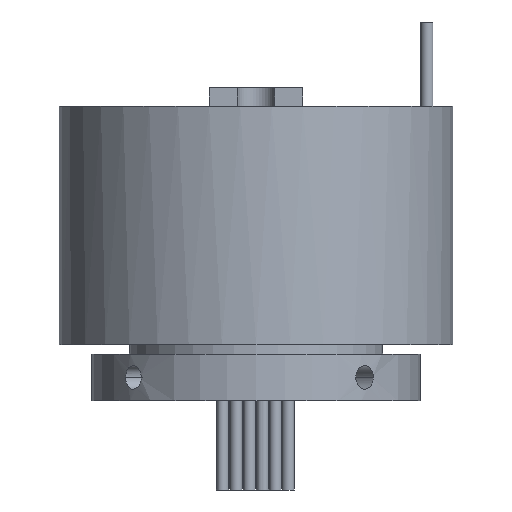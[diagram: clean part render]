
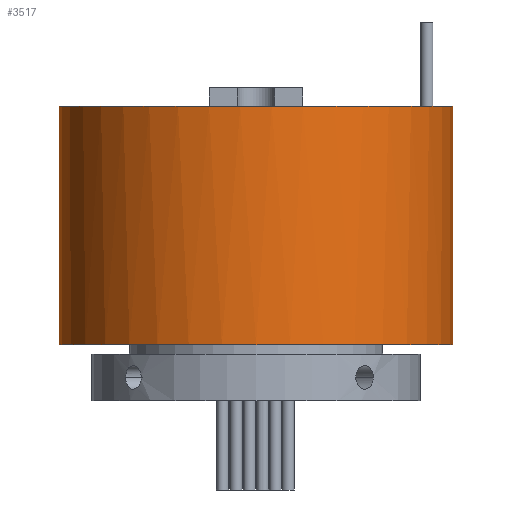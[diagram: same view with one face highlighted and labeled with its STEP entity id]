
A CAD part, front view. The second image highlights one B-rep face of the part: STEP entity #3517.
In plain terms, the highlighted cylindrical face has radius 21 mm (diameter 42 mm), a partial arc.
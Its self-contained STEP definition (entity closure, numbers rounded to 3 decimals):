
#48 = CIRCLE ( 'NONE', #1669, 21. ) ;
#58 = CIRCLE ( 'NONE', #2061, 21. ) ;
#232 = DIRECTION ( 'NONE',  ( 0., 0., 1. ) ) ;
#284 = CARTESIAN_POINT ( 'NONE',  ( 21., 0., 31.4 ) ) ;
#330 = ORIENTED_EDGE ( 'NONE', *, *, #2812, .F. ) ;
#362 = CYLINDRICAL_SURFACE ( 'NONE', #713, 21. ) ;
#368 = VECTOR ( 'NONE', #3438, 1000. ) ;
#417 = ORIENTED_EDGE ( 'NONE', *, *, #2798, .F. ) ;
#617 = VERTEX_POINT ( 'NONE', #3636 ) ;
#680 = CARTESIAN_POINT ( 'NONE',  ( 0., 0., 6. ) ) ;
#713 = AXIS2_PLACEMENT_3D ( 'NONE', #2813, #3100, #1893 ) ;
#718 = DIRECTION ( 'NONE',  ( 0., 0., 1. ) ) ;
#865 = LINE ( 'NONE', #284, #1374 ) ;
#884 = CARTESIAN_POINT ( 'NONE',  ( -5., -20.396, 31.4 ) ) ;
#922 = EDGE_LOOP ( 'NONE', ( #2589, #330, #2695, #417, #1194, #3546 ) ) ;
#962 = VERTEX_POINT ( 'NONE', #1340 ) ;
#963 = DIRECTION ( 'NONE',  ( 1., 0., 0. ) ) ;
#1194 = ORIENTED_EDGE ( 'NONE', *, *, #2347, .T. ) ;
#1218 = CARTESIAN_POINT ( 'NONE',  ( 21., 0., 6. ) ) ;
#1340 = CARTESIAN_POINT ( 'NONE',  ( -21., 0., 6. ) ) ;
#1358 = CARTESIAN_POINT ( 'NONE',  ( -21., 0., 31.4 ) ) ;
#1374 = VECTOR ( 'NONE', #1729, 1000. ) ;
#1376 = CARTESIAN_POINT ( 'NONE',  ( -21., 0., 31.4 ) ) ;
#1386 = VERTEX_POINT ( 'NONE', #1358 ) ;
#1405 = EDGE_CURVE ( 'NONE', #962, #1881, #58, .T. ) ;
#1654 = VERTEX_POINT ( 'NONE', #2674 ) ;
#1669 = AXIS2_PLACEMENT_3D ( 'NONE', #2479, #718, #2782 ) ;
#1690 = DIRECTION ( 'NONE',  ( 0., 0., 1. ) ) ;
#1729 = DIRECTION ( 'NONE',  ( 0., 0., -1. ) ) ;
#1779 = VERTEX_POINT ( 'NONE', #884 ) ;
#1881 = VERTEX_POINT ( 'NONE', #1218 ) ;
#1893 = DIRECTION ( 'NONE',  ( -1., 0., 0. ) ) ;
#1955 = CARTESIAN_POINT ( 'NONE',  ( 0., 0., 31.4 ) ) ;
#1986 = FACE_OUTER_BOUND ( 'NONE', #922, .T. ) ;
#2061 = AXIS2_PLACEMENT_3D ( 'NONE', #680, #2753, #963 ) ;
#2274 = DIRECTION ( 'NONE',  ( 1., 0., 0. ) ) ;
#2345 = CIRCLE ( 'NONE', #3656, 21. ) ;
#2347 = EDGE_CURVE ( 'NONE', #1386, #962, #2639, .T. ) ;
#2454 = EDGE_CURVE ( 'NONE', #1654, #1881, #865, .T. ) ;
#2479 = CARTESIAN_POINT ( 'NONE',  ( 0., 0., 31.4 ) ) ;
#2589 = ORIENTED_EDGE ( 'NONE', *, *, #2454, .F. ) ;
#2639 = LINE ( 'NONE', #1376, #368 ) ;
#2674 = CARTESIAN_POINT ( 'NONE',  ( 21., 0., 31.4 ) ) ;
#2695 = ORIENTED_EDGE ( 'NONE', *, *, #3432, .F. ) ;
#2753 = DIRECTION ( 'NONE',  ( 0., 0., 1. ) ) ;
#2782 = DIRECTION ( 'NONE',  ( 1., 0., 0. ) ) ;
#2798 = EDGE_CURVE ( 'NONE', #1386, #1779, #2345, .T. ) ;
#2812 = EDGE_CURVE ( 'NONE', #617, #1654, #3711, .T. ) ;
#2813 = CARTESIAN_POINT ( 'NONE',  ( 0., 0., 31.4 ) ) ;
#3100 = DIRECTION ( 'NONE',  ( 0., 0., -1. ) ) ;
#3432 = EDGE_CURVE ( 'NONE', #1779, #617, #48, .T. ) ;
#3438 = DIRECTION ( 'NONE',  ( 0., 0., -1. ) ) ;
#3459 = CARTESIAN_POINT ( 'NONE',  ( 0., 0., 31.4 ) ) ;
#3517 = ADVANCED_FACE ( 'NONE', ( #1986 ), #362, .T. ) ;
#3546 = ORIENTED_EDGE ( 'NONE', *, *, #1405, .T. ) ;
#3592 = AXIS2_PLACEMENT_3D ( 'NONE', #3459, #1690, #3747 ) ;
#3636 = CARTESIAN_POINT ( 'NONE',  ( 5., -20.396, 31.4 ) ) ;
#3656 = AXIS2_PLACEMENT_3D ( 'NONE', #1955, #232, #2274 ) ;
#3711 = CIRCLE ( 'NONE', #3592, 21. ) ;
#3747 = DIRECTION ( 'NONE',  ( 1., 0., 0. ) ) ;
